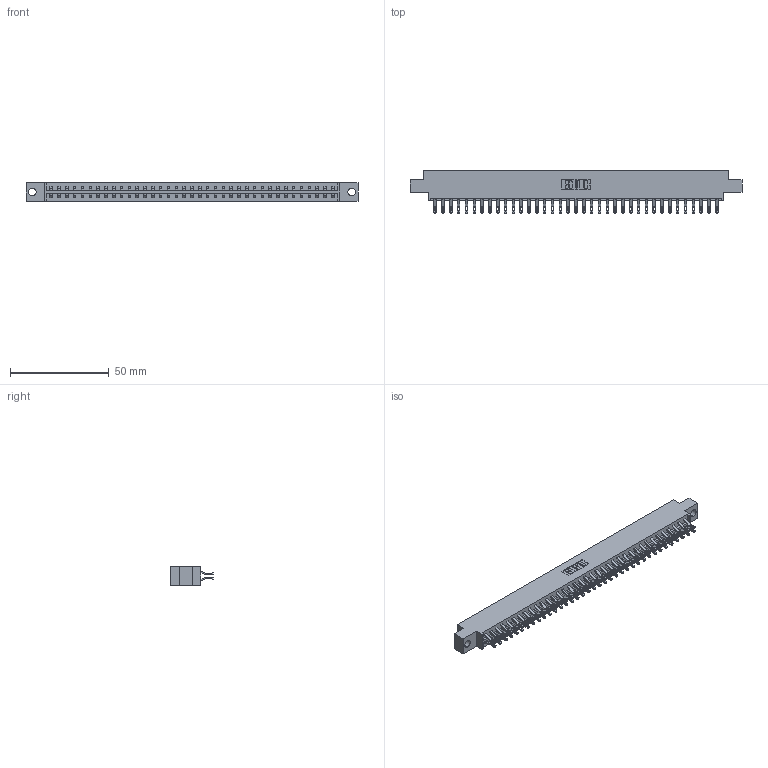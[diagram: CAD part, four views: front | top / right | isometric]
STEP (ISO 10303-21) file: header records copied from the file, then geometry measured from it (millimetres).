
FILE_DESCRIPTION (( 'STEP AP203' ), '1' );
FILE_NAME ('333-074-555-804.STEP', '2018-08-04T22:11:13', ( '' ), ( '' ), 'SwSTEP 2.0', 'SolidWorks 2016', '' );
FILE_SCHEMA (( 'CONFIG_CONTROL_DESIGN' ));
Length unit declared in the file: inch
Products named in the file (3): 333 Part_Offset - .156 Dia - TH; 345-292-001_555 Tail; 333-074-555-804
Assembly tree (75 placements, depth 2):
  333-074-555-804
    333 Part_Offset - .156 Dia - TH
    345-292-001_555 Tail  x74
Bounding box: 168.15 x 21.47 x 9.4 mm (x, y, z)
Volume: 17019.2 mm3; surface area: 20890.2 mm2
Topology: 75 solids, 75 shells, 4410 faces, 13865 edges, 9242 vertices
Faces by surface type: plane 2590, cylinder 1820
Entity records: 24911 total; most frequent: CARTESIAN_POINT 4172, ORIENTED_EDGE 4078, DIRECTION 3543, EDGE_CURVE 2039, LINE 1891, VECTOR 1891, VERTEX_POINT 1358, AXIS2_PLACEMENT_3D 826
